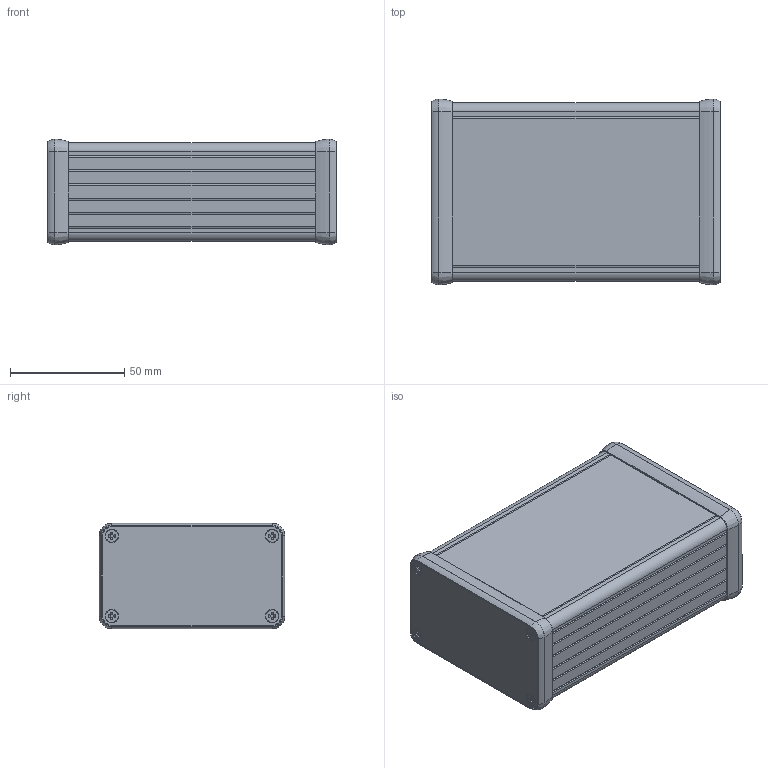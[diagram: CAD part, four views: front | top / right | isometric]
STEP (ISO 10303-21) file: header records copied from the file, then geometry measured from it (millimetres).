
FILE_DESCRIPTION((''),'2;1');
FILE_NAME('STEP''s\1455K1201.stp','2011-11-15T09:36:23',('tfoster'),(''),'Autodesk Inventor 2012','Autodesk Inventor 2012','');
FILE_SCHEMA(('AUTOMOTIVE_DESIGN { 1 0 10303 214 1 1 1 1 }'));
Length unit declared in the file: millimetre
Products named in the file (7): 1455K1201; 1455K Channel and Cover 120mm; K Channel Extrusion 120mmt; K Cap Extrusion 120mm; K Bezel Open; K End Plate; 1455 screw
Assembly tree (15 placements, depth 3):
  1455K1201
    1455K Channel and Cover 120mm
      K Channel Extrusion 120mmt
      K Cap Extrusion 120mm
    K Bezel Open  x2
    K End Plate  x2
    1455 screw  x8
Bounding box: 126 x 81.13 x 46.13 mm (x, y, z)
Volume: 75327.9 mm3; surface area: 99140.6 mm2
Topology: 14 solids, 14 shells, 552 faces, 1480 edges, 968 vertices
Faces by surface type: plane 260, cylinder 196, cone 56, torus 24, bspline 16
Full cylindrical faces by diameter (mm): 3.5 x16
Entity records: 11132 total; most frequent: CARTESIAN_POINT 2098, DIRECTION 1936, ORIENTED_EDGE 1824, EDGE_CURVE 912, AXIS2_PLACEMENT_3D 686, VERTEX_POINT 604, VECTOR 564, LINE 564
